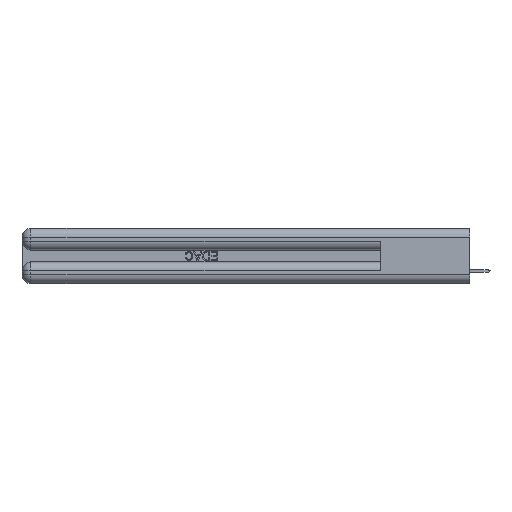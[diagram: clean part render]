
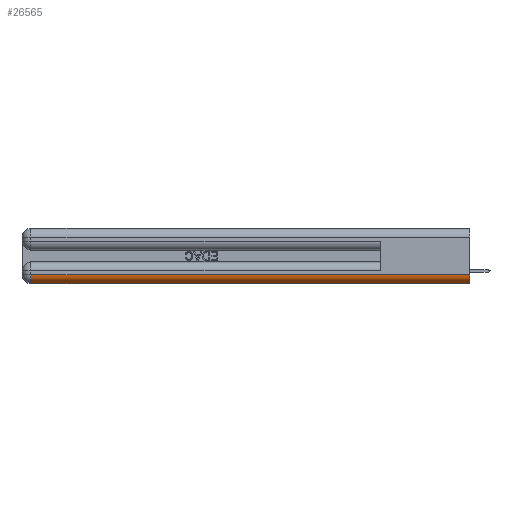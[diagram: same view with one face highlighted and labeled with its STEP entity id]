
A CAD part, left-side view. The second image highlights one B-rep face of the part: STEP entity #26565.
In plain terms, the highlighted cylindrical face has radius 1.524 mm (diameter 3.048 mm), a partial arc.
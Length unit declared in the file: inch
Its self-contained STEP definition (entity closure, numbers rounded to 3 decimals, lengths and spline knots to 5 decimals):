
#1079 = AXIS2_PLACEMENT_3D ( 'NONE', #38367, #19884, #26416 ) ;
#3817 = VERTEX_POINT ( 'NONE', #22878 ) ;
#4866 = DIRECTION ( 'NONE',  ( 0., 1., 0. ) ) ;
#6372 = CARTESIAN_POINT ( 'NONE',  ( 0.06, 0., 0. ) ) ;
#7942 = CARTESIAN_POINT ( 'NONE',  ( 0.06, 0., 0.06 ) ) ;
#8578 = ORIENTED_EDGE ( 'NONE', *, *, #39752, .F. ) ;
#9268 = VECTOR ( 'NONE', #17485, 39.37008 ) ;
#9465 = DIRECTION ( 'NONE',  ( 0., 0., 1. ) ) ;
#10971 = VERTEX_POINT ( 'NONE', #24703 ) ;
#11248 = AXIS2_PLACEMENT_3D ( 'NONE', #27703, #18508, #9465 ) ;
#11818 = FACE_OUTER_BOUND ( 'NONE', #31091, .T. ) ;
#12147 = AXIS2_PLACEMENT_3D ( 'NONE', #7942, #4866, #24112 ) ;
#12827 = EDGE_CURVE ( 'NONE', #36197, #3817, #27504, .T. ) ;
#12959 = EDGE_CURVE ( 'NONE', #10971, #36197, #30233, .T. ) ;
#13986 = LINE ( 'NONE', #35947, #27310 ) ;
#15802 = ORIENTED_EDGE ( 'NONE', *, *, #12959, .F. ) ;
#16506 = VERTEX_POINT ( 'NONE', #18052 ) ;
#17485 = DIRECTION ( 'NONE',  ( 0., 1., 0. ) ) ;
#18052 = CARTESIAN_POINT ( 'NONE',  ( 0., 2.94, 0.06 ) ) ;
#18508 = DIRECTION ( 'NONE',  ( 0., -1., 0. ) ) ;
#19529 = ORIENTED_EDGE ( 'NONE', *, *, #29289, .F. ) ;
#19884 = DIRECTION ( 'NONE',  ( 0., 1., 0. ) ) ;
#22878 = CARTESIAN_POINT ( 'NONE',  ( 0.06, 2.94, 0. ) ) ;
#24112 = DIRECTION ( 'NONE',  ( 0., 0., 1. ) ) ;
#24703 = CARTESIAN_POINT ( 'NONE',  ( 0., 0., 0.06 ) ) ;
#26416 = DIRECTION ( 'NONE',  ( 0., 0., 1. ) ) ;
#26565 = ADVANCED_FACE ( 'NONE', ( #11818 ), #29862, .T. ) ;
#27310 = VECTOR ( 'NONE', #28938, 39.37008 ) ;
#27504 = LINE ( 'NONE', #39850, #9268 ) ;
#27703 = CARTESIAN_POINT ( 'NONE',  ( 0.06, 0., 0.06 ) ) ;
#28938 = DIRECTION ( 'NONE',  ( 0., -1., 0. ) ) ;
#29289 = EDGE_CURVE ( 'NONE', #16506, #10971, #13986, .T. ) ;
#29862 = CYLINDRICAL_SURFACE ( 'NONE', #12147, 0.06 ) ;
#30233 = CIRCLE ( 'NONE', #11248, 0.06 ) ;
#31091 = EDGE_LOOP ( 'NONE', ( #15802, #19529, #8578, #39670 ) ) ;
#35835 = CIRCLE ( 'NONE', #1079, 0.06 ) ;
#35947 = CARTESIAN_POINT ( 'NONE',  ( 0., 0., 0.06 ) ) ;
#36197 = VERTEX_POINT ( 'NONE', #6372 ) ;
#38367 = CARTESIAN_POINT ( 'NONE',  ( 0.06, 2.94, 0.06 ) ) ;
#39670 = ORIENTED_EDGE ( 'NONE', *, *, #12827, .F. ) ;
#39752 = EDGE_CURVE ( 'NONE', #3817, #16506, #35835, .T. ) ;
#39850 = CARTESIAN_POINT ( 'NONE',  ( 0.06, 3., 0. ) ) ;
